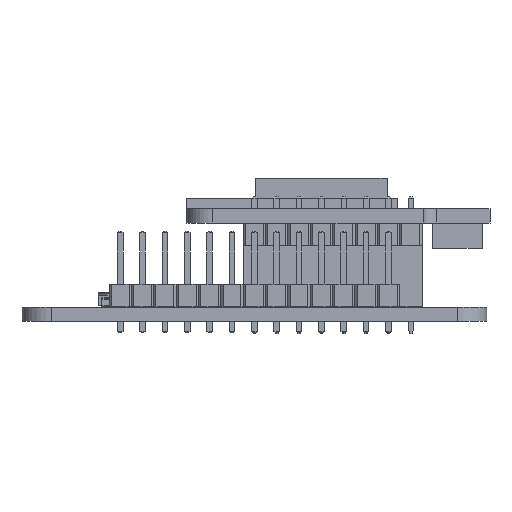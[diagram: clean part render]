
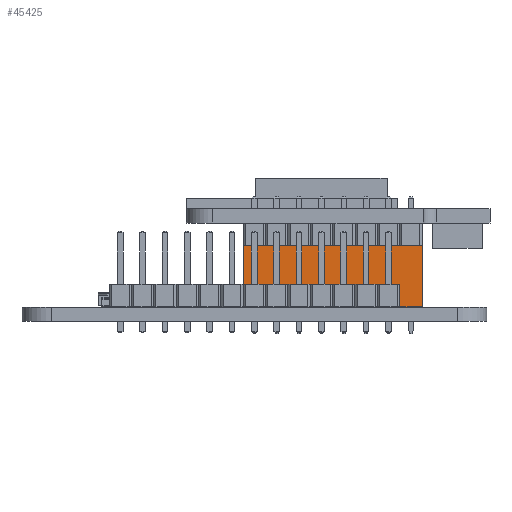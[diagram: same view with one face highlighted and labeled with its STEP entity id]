
A CAD part, left-side view. The second image highlights one B-rep face of the part: STEP entity #45425.
In plain terms, the highlighted planar face has unit normal (-1, 0, 0).
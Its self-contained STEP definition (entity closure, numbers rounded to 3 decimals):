
#42259 = PLANE('',#42260);
#42260 = AXIS2_PLACEMENT_3D('',#42261,#42262,#42263);
#42261 = CARTESIAN_POINT('',(-1.27,-19.05,0.));
#42262 = DIRECTION('',(0.,1.,0.));
#42263 = DIRECTION('',(1.,0.,0.));
#42287 = PLANE('',#42288);
#42288 = AXIS2_PLACEMENT_3D('',#42289,#42290,#42291);
#42289 = CARTESIAN_POINT('',(1.27,-19.05,7.));
#42290 = DIRECTION('',(-0.,0.,-1.));
#42291 = DIRECTION('',(0.,-1.,-0.));
#42315 = PLANE('',#42316);
#42316 = AXIS2_PLACEMENT_3D('',#42317,#42318,#42319);
#42317 = CARTESIAN_POINT('',(1.27,1.27,0.));
#42318 = DIRECTION('',(0.,-1.,0.));
#42319 = DIRECTION('',(-1.,0.,0.));
#42357 = VERTEX_POINT('',#42358);
#42358 = CARTESIAN_POINT('',(-1.27,-19.05,0.));
#42374 = PLANE('',#42375);
#42375 = AXIS2_PLACEMENT_3D('',#42376,#42377,#42378);
#42376 = CARTESIAN_POINT('',(1.27,-19.05,0.));
#42377 = DIRECTION('',(-0.,0.,-1.));
#42378 = DIRECTION('',(0.,-1.,-0.));
#42386 = EDGE_CURVE('',#42357,#42387,#42389,.T.);
#42387 = VERTEX_POINT('',#42388);
#42388 = CARTESIAN_POINT('',(-1.27,-19.05,7.));
#42389 = SURFACE_CURVE('',#42390,(#42394,#42401),.PCURVE_S1.);
#42390 = LINE('',#42391,#42392);
#42391 = CARTESIAN_POINT('',(-1.27,-19.05,0.));
#42392 = VECTOR('',#42393,1.);
#42393 = DIRECTION('',(0.,0.,1.));
#42394 = PCURVE('',#42259,#42395);
#42395 = DEFINITIONAL_REPRESENTATION('',(#42396),#42400);
#42396 = LINE('',#42397,#42398);
#42397 = CARTESIAN_POINT('',(0.,0.));
#42398 = VECTOR('',#42399,1.);
#42399 = DIRECTION('',(0.,-1.));
#42400 = ( GEOMETRIC_REPRESENTATION_CONTEXT(2) 
PARAMETRIC_REPRESENTATION_CONTEXT() REPRESENTATION_CONTEXT('2D SPACE',''
  ) );
#42401 = PCURVE('',#42402,#42407);
#42402 = PLANE('',#42403);
#42403 = AXIS2_PLACEMENT_3D('',#42404,#42405,#42406);
#42404 = CARTESIAN_POINT('',(-1.27,1.27,0.));
#42405 = DIRECTION('',(1.,0.,0.));
#42406 = DIRECTION('',(0.,-1.,0.));
#42407 = DEFINITIONAL_REPRESENTATION('',(#42408),#42412);
#42408 = LINE('',#42409,#42410);
#42409 = CARTESIAN_POINT('',(20.32,0.));
#42410 = VECTOR('',#42411,1.);
#42411 = DIRECTION('',(0.,-1.));
#42412 = ( GEOMETRIC_REPRESENTATION_CONTEXT(2) 
PARAMETRIC_REPRESENTATION_CONTEXT() REPRESENTATION_CONTEXT('2D SPACE',''
  ) );
#42569 = VERTEX_POINT('',#42570);
#42570 = CARTESIAN_POINT('',(-1.27,1.27,7.));
#42591 = EDGE_CURVE('',#42592,#42569,#42594,.T.);
#42592 = VERTEX_POINT('',#42593);
#42593 = CARTESIAN_POINT('',(-1.27,1.27,0.));
#42594 = SURFACE_CURVE('',#42595,(#42599,#42606),.PCURVE_S1.);
#42595 = LINE('',#42596,#42597);
#42596 = CARTESIAN_POINT('',(-1.27,1.27,0.));
#42597 = VECTOR('',#42598,1.);
#42598 = DIRECTION('',(0.,0.,1.));
#42599 = PCURVE('',#42315,#42600);
#42600 = DEFINITIONAL_REPRESENTATION('',(#42601),#42605);
#42601 = LINE('',#42602,#42603);
#42602 = CARTESIAN_POINT('',(2.54,0.));
#42603 = VECTOR('',#42604,1.);
#42604 = DIRECTION('',(0.,-1.));
#42605 = ( GEOMETRIC_REPRESENTATION_CONTEXT(2) 
PARAMETRIC_REPRESENTATION_CONTEXT() REPRESENTATION_CONTEXT('2D SPACE',''
  ) );
#42606 = PCURVE('',#42402,#42607);
#42607 = DEFINITIONAL_REPRESENTATION('',(#42608),#42612);
#42608 = LINE('',#42609,#42610);
#42609 = CARTESIAN_POINT('',(0.,0.));
#42610 = VECTOR('',#42611,1.);
#42611 = DIRECTION('',(0.,-1.));
#42612 = ( GEOMETRIC_REPRESENTATION_CONTEXT(2) 
PARAMETRIC_REPRESENTATION_CONTEXT() REPRESENTATION_CONTEXT('2D SPACE',''
  ) );
#42736 = EDGE_CURVE('',#42569,#42387,#42737,.T.);
#42737 = SURFACE_CURVE('',#42738,(#42742,#42749),.PCURVE_S1.);
#42738 = LINE('',#42739,#42740);
#42739 = CARTESIAN_POINT('',(-1.27,1.27,7.));
#42740 = VECTOR('',#42741,1.);
#42741 = DIRECTION('',(0.,-1.,0.));
#42742 = PCURVE('',#42287,#42743);
#42743 = DEFINITIONAL_REPRESENTATION('',(#42744),#42748);
#42744 = LINE('',#42745,#42746);
#42745 = CARTESIAN_POINT('',(-20.32,2.54));
#42746 = VECTOR('',#42747,1.);
#42747 = DIRECTION('',(1.,0.));
#42748 = ( GEOMETRIC_REPRESENTATION_CONTEXT(2) 
PARAMETRIC_REPRESENTATION_CONTEXT() REPRESENTATION_CONTEXT('2D SPACE',''
  ) );
#42749 = PCURVE('',#42402,#42750);
#42750 = DEFINITIONAL_REPRESENTATION('',(#42751),#42755);
#42751 = LINE('',#42752,#42753);
#42752 = CARTESIAN_POINT('',(0.,-7.));
#42753 = VECTOR('',#42754,1.);
#42754 = DIRECTION('',(1.,0.));
#42755 = ( GEOMETRIC_REPRESENTATION_CONTEXT(2) 
PARAMETRIC_REPRESENTATION_CONTEXT() REPRESENTATION_CONTEXT('2D SPACE',''
  ) );
#43695 = EDGE_CURVE('',#42592,#42357,#43696,.T.);
#43696 = SURFACE_CURVE('',#43697,(#43701,#43708),.PCURVE_S1.);
#43697 = LINE('',#43698,#43699);
#43698 = CARTESIAN_POINT('',(-1.27,1.27,0.));
#43699 = VECTOR('',#43700,1.);
#43700 = DIRECTION('',(0.,-1.,0.));
#43701 = PCURVE('',#42374,#43702);
#43702 = DEFINITIONAL_REPRESENTATION('',(#43703),#43707);
#43703 = LINE('',#43704,#43705);
#43704 = CARTESIAN_POINT('',(-20.32,2.54));
#43705 = VECTOR('',#43706,1.);
#43706 = DIRECTION('',(1.,0.));
#43707 = ( GEOMETRIC_REPRESENTATION_CONTEXT(2) 
PARAMETRIC_REPRESENTATION_CONTEXT() REPRESENTATION_CONTEXT('2D SPACE',''
  ) );
#43708 = PCURVE('',#42402,#43709);
#43709 = DEFINITIONAL_REPRESENTATION('',(#43710),#43714);
#43710 = LINE('',#43711,#43712);
#43711 = CARTESIAN_POINT('',(0.,0.));
#43712 = VECTOR('',#43713,1.);
#43713 = DIRECTION('',(1.,0.));
#43714 = ( GEOMETRIC_REPRESENTATION_CONTEXT(2) 
PARAMETRIC_REPRESENTATION_CONTEXT() REPRESENTATION_CONTEXT('2D SPACE',''
  ) );
#45425 = ADVANCED_FACE('',(#45426),#42402,.F.);
#45426 = FACE_BOUND('',#45427,.F.);
#45427 = EDGE_LOOP('',(#45428,#45429,#45430,#45431));
#45428 = ORIENTED_EDGE('',*,*,#42591,.T.);
#45429 = ORIENTED_EDGE('',*,*,#42736,.T.);
#45430 = ORIENTED_EDGE('',*,*,#42386,.F.);
#45431 = ORIENTED_EDGE('',*,*,#43695,.F.);
